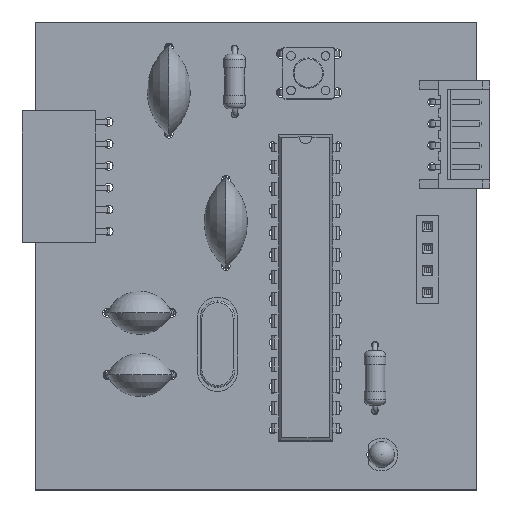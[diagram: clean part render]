
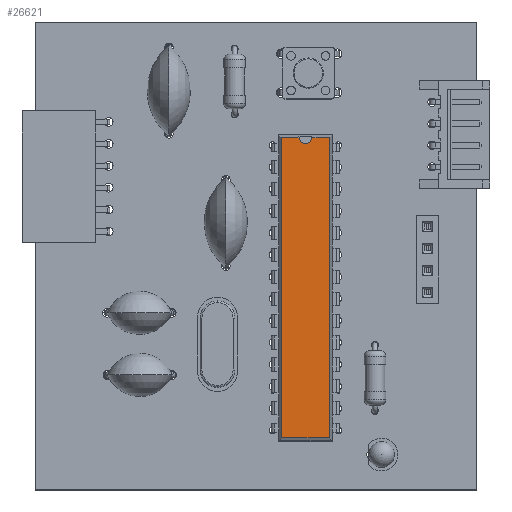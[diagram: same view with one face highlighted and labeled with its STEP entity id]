
A CAD part, top view. The second image highlights one B-rep face of the part: STEP entity #26621.
In plain terms, the highlighted planar face has unit normal (0, 0, 1).
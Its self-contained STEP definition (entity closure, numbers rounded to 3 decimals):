
#20639 = VERTEX_POINT('',#20640);
#20640 = CARTESIAN_POINT('',(6.586,0.871,3.68));
#20645 = EDGE_CURVE('',#20646,#20639,#20648,.T.);
#20646 = VERTEX_POINT('',#20647);
#20647 = CARTESIAN_POINT('',(6.586,-33.891,3.68));
#20648 = LINE('',#20649,#20650);
#20649 = CARTESIAN_POINT('',(6.586,-33.891,3.68));
#20650 = VECTOR('',#20651,1.);
#20651 = DIRECTION('',(0.,1.,0.));
#23405 = VERTEX_POINT('',#23406);
#23406 = CARTESIAN_POINT('',(1.034,0.871,3.68));
#23411 = EDGE_CURVE('',#23412,#23405,#23414,.T.);
#23412 = VERTEX_POINT('',#23413);
#23413 = CARTESIAN_POINT('',(3.064,0.871,3.68));
#23414 = LINE('',#23415,#23416);
#23415 = CARTESIAN_POINT('',(6.586,0.871,3.68));
#23416 = VECTOR('',#23417,1.);
#23417 = DIRECTION('',(-1.,0.,0.));
#23632 = VERTEX_POINT('',#23633);
#23633 = CARTESIAN_POINT('',(4.556,0.871,3.68));
#23737 = EDGE_CURVE('',#20639,#23632,#23738,.T.);
#23738 = LINE('',#23739,#23740);
#23739 = CARTESIAN_POINT('',(6.586,0.871,3.68));
#23740 = VECTOR('',#23741,1.);
#23741 = DIRECTION('',(-1.,0.,0.));
#23851 = VERTEX_POINT('',#23852);
#23852 = CARTESIAN_POINT('',(1.034,-33.891,3.68));
#23857 = EDGE_CURVE('',#23405,#23851,#23858,.T.);
#23858 = LINE('',#23859,#23860);
#23859 = CARTESIAN_POINT('',(1.034,0.871,3.68));
#23860 = VECTOR('',#23861,1.);
#23861 = DIRECTION('',(0.,-1.,0.));
#26610 = EDGE_CURVE('',#23851,#20646,#26611,.T.);
#26611 = LINE('',#26612,#26613);
#26612 = CARTESIAN_POINT('',(1.034,-33.891,3.68));
#26613 = VECTOR('',#26614,1.);
#26614 = DIRECTION('',(1.,0.,0.));
#26621 = ADVANCED_FACE('',(#26622),#26645,.F.);
#26622 = FACE_BOUND('',#26623,.F.);
#26623 = EDGE_LOOP('',(#26624,#26625,#26626,#26627,#26628,#26637,#26644)
  );
#26624 = ORIENTED_EDGE('',*,*,#20645,.F.);
#26625 = ORIENTED_EDGE('',*,*,#26610,.F.);
#26626 = ORIENTED_EDGE('',*,*,#23857,.F.);
#26627 = ORIENTED_EDGE('',*,*,#23411,.F.);
#26628 = ORIENTED_EDGE('',*,*,#26629,.F.);
#26629 = EDGE_CURVE('',#26630,#23412,#26632,.T.);
#26630 = VERTEX_POINT('',#26631);
#26631 = CARTESIAN_POINT('',(3.81,0.196,3.68));
#26632 = CIRCLE('',#26633,0.75);
#26633 = AXIS2_PLACEMENT_3D('',#26634,#26635,#26636);
#26634 = CARTESIAN_POINT('',(3.81,0.946,3.68));
#26635 = DIRECTION('',(0.,-0.,-1.));
#26636 = DIRECTION('',(0.,-1.,0.));
#26637 = ORIENTED_EDGE('',*,*,#26638,.F.);
#26638 = EDGE_CURVE('',#23632,#26630,#26639,.T.);
#26639 = CIRCLE('',#26640,0.75);
#26640 = AXIS2_PLACEMENT_3D('',#26641,#26642,#26643);
#26641 = CARTESIAN_POINT('',(3.81,0.946,3.68));
#26642 = DIRECTION('',(0.,-0.,-1.));
#26643 = DIRECTION('',(0.,-1.,0.));
#26644 = ORIENTED_EDGE('',*,*,#23737,.F.);
#26645 = PLANE('',#26646);
#26646 = AXIS2_PLACEMENT_3D('',#26647,#26648,#26649);
#26647 = CARTESIAN_POINT('',(6.586,-33.891,3.68));
#26648 = DIRECTION('',(-0.,0.,-1.));
#26649 = DIRECTION('',(-0.158,0.987,0.));
